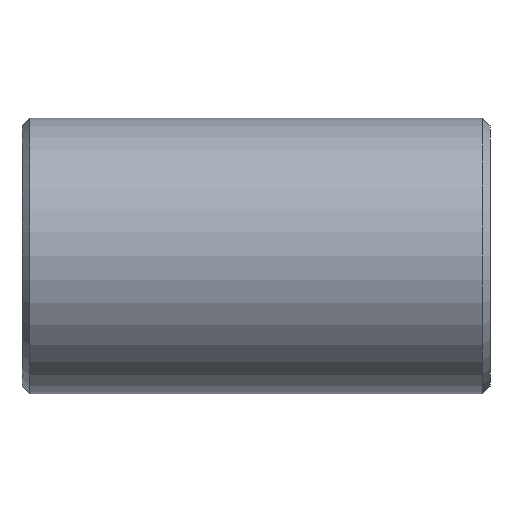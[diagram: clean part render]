
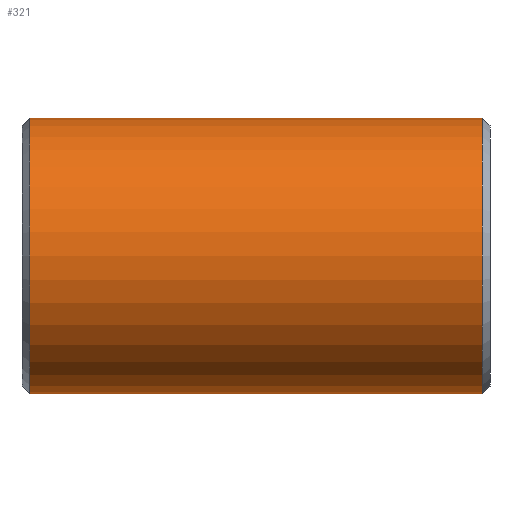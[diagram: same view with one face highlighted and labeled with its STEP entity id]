
A CAD part, front view. The second image highlights one B-rep face of the part: STEP entity #321.
In plain terms, the highlighted cylindrical face has radius 84.138 mm (diameter 168.275 mm), a partial arc.
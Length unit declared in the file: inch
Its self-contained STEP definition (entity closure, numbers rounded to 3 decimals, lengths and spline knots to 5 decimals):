
#25 = DIRECTION ( 'NONE',  ( -1., 0., 0. ) ) ;
#33 = FACE_OUTER_BOUND ( 'NONE', #268, .T. ) ;
#40 = AXIS2_PLACEMENT_3D ( 'NONE', #47, #239, #247 ) ;
#47 = CARTESIAN_POINT ( 'NONE',  ( 5.43267, 0., 0. ) ) ;
#63 = ORIENTED_EDGE ( 'NONE', *, *, #540, .T. ) ;
#74 = CARTESIAN_POINT ( 'NONE',  ( 5.43267, 0., -3.3125 ) ) ;
#77 = DIRECTION ( 'NONE',  ( 0., 0., 1. ) ) ;
#78 = CIRCLE ( 'NONE', #40, 3.3125 ) ;
#86 = LINE ( 'NONE', #171, #111 ) ;
#107 = LINE ( 'NONE', #141, #222 ) ;
#111 = VECTOR ( 'NONE', #174, 39.37008 ) ;
#123 = CARTESIAN_POINT ( 'NONE',  ( -5.43267, 0., 3.3125 ) ) ;
#141 = CARTESIAN_POINT ( 'NONE',  ( 5.62, 0., -3.3125 ) ) ;
#157 = VERTEX_POINT ( 'NONE', #493 ) ;
#161 = ORIENTED_EDGE ( 'NONE', *, *, #457, .T. ) ;
#168 = DIRECTION ( 'NONE',  ( 0., 0., 1. ) ) ;
#171 = CARTESIAN_POINT ( 'NONE',  ( 5.62, 0., 3.3125 ) ) ;
#174 = DIRECTION ( 'NONE',  ( -1., 0., 0. ) ) ;
#183 = CARTESIAN_POINT ( 'NONE',  ( 0., 0., -3.3125 ) ) ;
#186 = AXIS2_PLACEMENT_3D ( 'NONE', #210, #393, #168 ) ;
#201 = VERTEX_POINT ( 'NONE', #506 ) ;
#210 = CARTESIAN_POINT ( 'NONE',  ( -5.43267, 0., 0. ) ) ;
#217 = LINE ( 'NONE', #266, #344 ) ;
#222 = VECTOR ( 'NONE', #287, 39.37008 ) ;
#230 = VERTEX_POINT ( 'NONE', #123 ) ;
#236 = VERTEX_POINT ( 'NONE', #593 ) ;
#239 = DIRECTION ( 'NONE',  ( -1., 0., 0. ) ) ;
#242 = DIRECTION ( 'NONE',  ( -1., 0., 0. ) ) ;
#246 = CIRCLE ( 'NONE', #186, 3.3125 ) ;
#247 = DIRECTION ( 'NONE',  ( 0., 0., -1. ) ) ;
#248 = ORIENTED_EDGE ( 'NONE', *, *, #596, .F. ) ;
#266 = CARTESIAN_POINT ( 'NONE',  ( 5.62, 0., -3.3125 ) ) ;
#267 = AXIS2_PLACEMENT_3D ( 'NONE', #478, #25, #77 ) ;
#268 = EDGE_LOOP ( 'NONE', ( #453, #63, #161, #387, #289, #248 ) ) ;
#287 = DIRECTION ( 'NONE',  ( -1., 0., 0. ) ) ;
#288 = VERTEX_POINT ( 'NONE', #74 ) ;
#289 = ORIENTED_EDGE ( 'NONE', *, *, #371, .T. ) ;
#301 = VECTOR ( 'NONE', #242, 39.37008 ) ;
#321 = ADVANCED_FACE ( 'NONE', ( #33 ), #522, .T. ) ;
#344 = VECTOR ( 'NONE', #585, 39.37008 ) ;
#356 = CARTESIAN_POINT ( 'NONE',  ( 5.62, 0., 3.3125 ) ) ;
#371 = EDGE_CURVE ( 'NONE', #230, #157, #246, .T. ) ;
#387 = ORIENTED_EDGE ( 'NONE', *, *, #516, .T. ) ;
#393 = DIRECTION ( 'NONE',  ( 1., 0., 0. ) ) ;
#411 = EDGE_CURVE ( 'NONE', #288, #553, #217, .T. ) ;
#453 = ORIENTED_EDGE ( 'NONE', *, *, #411, .F. ) ;
#454 = LINE ( 'NONE', #356, #301 ) ;
#457 = EDGE_CURVE ( 'NONE', #201, #236, #86, .T. ) ;
#478 = CARTESIAN_POINT ( 'NONE',  ( 5.62, 0., 0. ) ) ;
#493 = CARTESIAN_POINT ( 'NONE',  ( -5.43267, 0., -3.3125 ) ) ;
#506 = CARTESIAN_POINT ( 'NONE',  ( 5.43267, 0., 3.3125 ) ) ;
#516 = EDGE_CURVE ( 'NONE', #236, #230, #454, .T. ) ;
#522 = CYLINDRICAL_SURFACE ( 'NONE', #267, 3.3125 ) ;
#540 = EDGE_CURVE ( 'NONE', #288, #201, #78, .T. ) ;
#553 = VERTEX_POINT ( 'NONE', #183 ) ;
#585 = DIRECTION ( 'NONE',  ( -1., 0., 0. ) ) ;
#593 = CARTESIAN_POINT ( 'NONE',  ( 0., 0., 3.3125 ) ) ;
#596 = EDGE_CURVE ( 'NONE', #553, #157, #107, .T. ) ;
